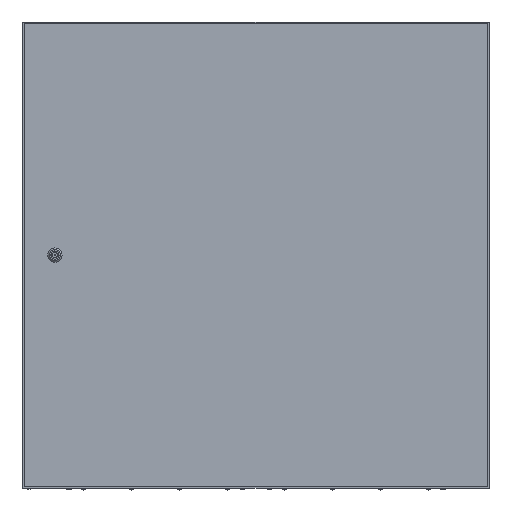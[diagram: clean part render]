
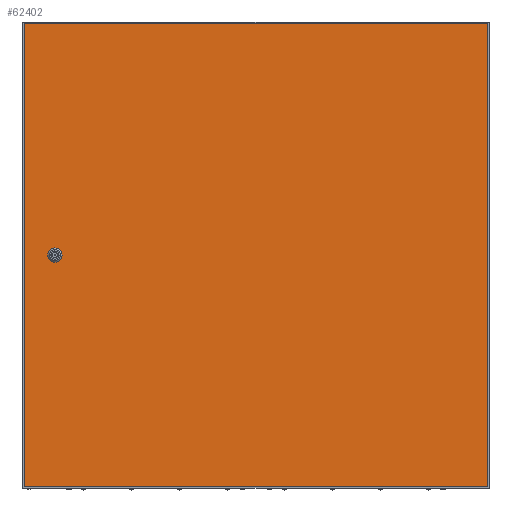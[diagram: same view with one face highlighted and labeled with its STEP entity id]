
A CAD part, top view. The second image highlights one B-rep face of the part: STEP entity #62402.
In plain terms, the highlighted planar face has unit normal (0, 0, 1).
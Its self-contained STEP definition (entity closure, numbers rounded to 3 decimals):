
#1047 = VECTOR ( 'NONE', #3201, 1000. ) ;
#1900 = DIRECTION ( 'NONE',  ( 0., 0., 1. ) ) ;
#3201 = DIRECTION ( 'NONE',  ( -1., 0., 0. ) ) ;
#3767 = DIRECTION ( 'NONE',  ( 1., 0., 0. ) ) ;
#4134 = CARTESIAN_POINT ( 'NONE',  ( 2.87, 3., 17.5 ) ) ;
#4843 = ORIENTED_EDGE ( 'NONE', *, *, #16382, .T. ) ;
#6238 = DIRECTION ( 'NONE',  ( -1., 0., 0. ) ) ;
#6400 = VERTEX_POINT ( 'NONE', #65569 ) ;
#6580 = VERTEX_POINT ( 'NONE', #14751 ) ;
#7094 = CARTESIAN_POINT ( 'NONE',  ( 2.87, 912., 17.5 ) ) ;
#9308 = EDGE_CURVE ( 'NONE', #26347, #27162, #61368, .T. ) ;
#10849 = CARTESIAN_POINT ( 'NONE',  ( 2.87, 912., 17.5 ) ) ;
#13656 = LINE ( 'NONE', #67053, #63017 ) ;
#14751 = CARTESIAN_POINT ( 'NONE',  ( 57.814, 447.45, 17.5 ) ) ;
#15417 = VECTOR ( 'NONE', #75556, 1000. ) ;
#15534 = AXIS2_PLACEMENT_3D ( 'NONE', #75864, #38195, #51341 ) ;
#16367 = DIRECTION ( 'NONE',  ( 1., 0., 0. ) ) ;
#16382 = EDGE_CURVE ( 'NONE', #27162, #16536, #24897, .T. ) ;
#16536 = VERTEX_POINT ( 'NONE', #34891 ) ;
#16983 = DIRECTION ( 'NONE',  ( 0., 0., 1. ) ) ;
#17670 = EDGE_LOOP ( 'NONE', ( #17776, #37558, #4843, #70160 ) ) ;
#17776 = ORIENTED_EDGE ( 'NONE', *, *, #57520, .T. ) ;
#19378 = AXIS2_PLACEMENT_3D ( 'NONE', #79566, #26558, #79135 ) ;
#20082 = VECTOR ( 'NONE', #37706, 1000. ) ;
#20098 = CARTESIAN_POINT ( 'NONE',  ( 912.37, 912., 17.5 ) ) ;
#21038 = VERTEX_POINT ( 'NONE', #68239 ) ;
#21516 = LINE ( 'NONE', #10849, #74409 ) ;
#22498 = CARTESIAN_POINT ( 'NONE',  ( 0., 0., 17.5 ) ) ;
#23371 = LINE ( 'NONE', #83818, #1047 ) ;
#24190 = ORIENTED_EDGE ( 'NONE', *, *, #40268, .F. ) ;
#24897 = LINE ( 'NONE', #20098, #48311 ) ;
#25572 = CARTESIAN_POINT ( 'NONE',  ( 62.87, 457.5, 17.5 ) ) ;
#26347 = VERTEX_POINT ( 'NONE', #4134 ) ;
#26558 = DIRECTION ( 'NONE',  ( 0., 0., 1. ) ) ;
#26854 = DIRECTION ( 'NONE',  ( 0., 0., 1. ) ) ;
#27162 = VERTEX_POINT ( 'NONE', #58715 ) ;
#27655 = DIRECTION ( 'NONE',  ( 1., 0., 0. ) ) ;
#32923 = DIRECTION ( 'NONE',  ( 0., -1., 0. ) ) ;
#33646 = CIRCLE ( 'NONE', #15534, 11.25 ) ;
#34519 = VERTEX_POINT ( 'NONE', #75921 ) ;
#34891 = CARTESIAN_POINT ( 'NONE',  ( 912.37, 912., 17.5 ) ) ;
#34972 = EDGE_CURVE ( 'NONE', #6580, #6400, #44274, .T. ) ;
#35903 = ORIENTED_EDGE ( 'NONE', *, *, #41370, .F. ) ;
#37091 = EDGE_CURVE ( 'NONE', #75148, #6580, #56777, .T. ) ;
#37558 = ORIENTED_EDGE ( 'NONE', *, *, #9308, .T. ) ;
#37706 = DIRECTION ( 'NONE',  ( 1., 0., 0. ) ) ;
#38195 = DIRECTION ( 'NONE',  ( 0., 0., 1. ) ) ;
#38561 = CARTESIAN_POINT ( 'NONE',  ( 72.92, 452.444, 17.5 ) ) ;
#40220 = CARTESIAN_POINT ( 'NONE',  ( 2.87, 912., 17.5 ) ) ;
#40268 = EDGE_CURVE ( 'NONE', #34519, #60393, #58565, .T. ) ;
#40814 = ORIENTED_EDGE ( 'NONE', *, *, #34972, .F. ) ;
#41370 = EDGE_CURVE ( 'NONE', #66803, #34519, #82172, .T. ) ;
#42189 = EDGE_CURVE ( 'NONE', #60393, #79981, #23371, .T. ) ;
#42213 = ORIENTED_EDGE ( 'NONE', *, *, #42189, .F. ) ;
#42280 = EDGE_CURVE ( 'NONE', #16536, #85326, #58850, .T. ) ;
#44274 = LINE ( 'NONE', #70991, #20082 ) ;
#47759 = CARTESIAN_POINT ( 'NONE',  ( 2.87, 3., 17.5 ) ) ;
#48311 = VECTOR ( 'NONE', #72618, 1000. ) ;
#49126 = ORIENTED_EDGE ( 'NONE', *, *, #64837, .F. ) ;
#50501 = CARTESIAN_POINT ( 'NONE',  ( 52.82, 452.444, 17.5 ) ) ;
#51341 = DIRECTION ( 'NONE',  ( 1., 0., 0. ) ) ;
#56777 = CIRCLE ( 'NONE', #74893, 11.25 ) ;
#57520 = EDGE_CURVE ( 'NONE', #85326, #26347, #21516, .T. ) ;
#58315 = CARTESIAN_POINT ( 'NONE',  ( 57.814, 467.55, 17.5 ) ) ;
#58565 = CIRCLE ( 'NONE', #19378, 11.25 ) ;
#58715 = CARTESIAN_POINT ( 'NONE',  ( 912.37, 3., 17.5 ) ) ;
#58850 = LINE ( 'NONE', #7094, #85132 ) ;
#60393 = VERTEX_POINT ( 'NONE', #79679 ) ;
#61333 = AXIS2_PLACEMENT_3D ( 'NONE', #22498, #1900, #16367 ) ;
#61368 = LINE ( 'NONE', #47759, #73297 ) ;
#62191 = AXIS2_PLACEMENT_3D ( 'NONE', #76074, #16983, #3767 ) ;
#62402 = ADVANCED_FACE ( 'NONE', ( #82072, #68898 ), #81640, .T. ) ;
#63017 = VECTOR ( 'NONE', #32923, 1000. ) ;
#64837 = EDGE_CURVE ( 'NONE', #21038, #75148, #13656, .T. ) ;
#65569 = CARTESIAN_POINT ( 'NONE',  ( 67.926, 447.45, 17.5 ) ) ;
#66803 = VERTEX_POINT ( 'NONE', #38561 ) ;
#67053 = CARTESIAN_POINT ( 'NONE',  ( 52.82, 452.444, 17.5 ) ) ;
#68239 = CARTESIAN_POINT ( 'NONE',  ( 52.82, 462.556, 17.5 ) ) ;
#68898 = FACE_OUTER_BOUND ( 'NONE', #17670, .T. ) ;
#69185 = CIRCLE ( 'NONE', #62191, 11.25 ) ;
#69423 = CARTESIAN_POINT ( 'NONE',  ( 72.92, 452.444, 17.5 ) ) ;
#70160 = ORIENTED_EDGE ( 'NONE', *, *, #42280, .T. ) ;
#70991 = CARTESIAN_POINT ( 'NONE',  ( 67.926, 447.45, 17.5 ) ) ;
#71032 = EDGE_CURVE ( 'NONE', #6400, #66803, #33646, .T. ) ;
#72618 = DIRECTION ( 'NONE',  ( 0., 1., 0. ) ) ;
#72741 = ORIENTED_EDGE ( 'NONE', *, *, #71032, .F. ) ;
#73297 = VECTOR ( 'NONE', #27655, 1000. ) ;
#74409 = VECTOR ( 'NONE', #74899, 1000. ) ;
#74536 = ORIENTED_EDGE ( 'NONE', *, *, #81010, .F. ) ;
#74893 = AXIS2_PLACEMENT_3D ( 'NONE', #25572, #26854, #79861 ) ;
#74899 = DIRECTION ( 'NONE',  ( 0., -1., 0. ) ) ;
#75148 = VERTEX_POINT ( 'NONE', #50501 ) ;
#75556 = DIRECTION ( 'NONE',  ( 0., 1., 0. ) ) ;
#75864 = CARTESIAN_POINT ( 'NONE',  ( 62.87, 457.5, 17.5 ) ) ;
#75921 = CARTESIAN_POINT ( 'NONE',  ( 72.92, 462.556, 17.5 ) ) ;
#76074 = CARTESIAN_POINT ( 'NONE',  ( 62.87, 457.5, 17.5 ) ) ;
#77078 = EDGE_LOOP ( 'NONE', ( #24190, #35903, #72741, #40814, #77777, #49126, #74536, #42213 ) ) ;
#77777 = ORIENTED_EDGE ( 'NONE', *, *, #37091, .F. ) ;
#79135 = DIRECTION ( 'NONE',  ( 1., 0., 0. ) ) ;
#79566 = CARTESIAN_POINT ( 'NONE',  ( 62.87, 457.5, 17.5 ) ) ;
#79679 = CARTESIAN_POINT ( 'NONE',  ( 67.926, 467.55, 17.5 ) ) ;
#79861 = DIRECTION ( 'NONE',  ( 1., 0., 0. ) ) ;
#79981 = VERTEX_POINT ( 'NONE', #58315 ) ;
#81010 = EDGE_CURVE ( 'NONE', #79981, #21038, #69185, .T. ) ;
#81640 = PLANE ( 'NONE',  #61333 ) ;
#82072 = FACE_BOUND ( 'NONE', #77078, .T. ) ;
#82172 = LINE ( 'NONE', #69423, #15417 ) ;
#83818 = CARTESIAN_POINT ( 'NONE',  ( 67.926, 467.55, 17.5 ) ) ;
#85132 = VECTOR ( 'NONE', #6238, 1000. ) ;
#85326 = VERTEX_POINT ( 'NONE', #40220 ) ;
